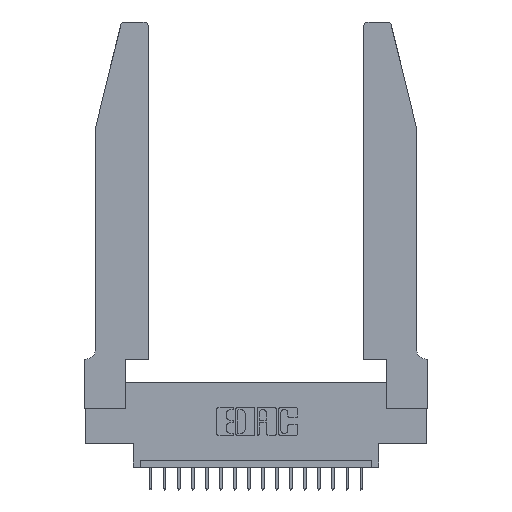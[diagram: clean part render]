
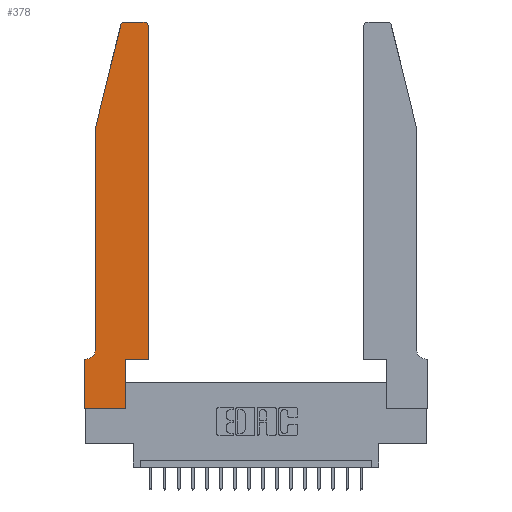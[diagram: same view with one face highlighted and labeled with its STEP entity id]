
A CAD part, top view. The second image highlights one B-rep face of the part: STEP entity #378.
In plain terms, the highlighted planar face has unit normal (0, 0, 1).
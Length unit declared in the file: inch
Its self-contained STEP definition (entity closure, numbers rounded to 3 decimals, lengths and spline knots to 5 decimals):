
#378 = ADVANCED_FACE ( 'NONE', ( #13486 ), #16620, .T. ) ;
#524 = VERTEX_POINT ( 'NONE', #4988 ) ;
#579 = CARTESIAN_POINT ( 'NONE',  ( 0.2865, 0.35, 0.37 ) ) ;
#598 = LINE ( 'NONE', #13266, #11298 ) ;
#861 = CARTESIAN_POINT ( 'NONE',  ( 0.2605, 2.75, 0.37 ) ) ;
#1139 = DIRECTION ( 'NONE',  ( -0.239, -0.971, 0. ) ) ;
#1389 = AXIS2_PLACEMENT_3D ( 'NONE', #7084, #8642, #13547 ) ;
#1594 = VERTEX_POINT ( 'NONE', #19421 ) ;
#1643 = DIRECTION ( 'NONE',  ( 0., 1., 0. ) ) ;
#1692 = VECTOR ( 'NONE', #11764, 39.37008 ) ;
#1714 = CARTESIAN_POINT ( 'NONE',  ( 0., 0., 0.37 ) ) ;
#2101 = EDGE_CURVE ( 'NONE', #6360, #14280, #15929, .T. ) ;
#2204 = LINE ( 'NONE', #1714, #19282 ) ;
#3404 = VECTOR ( 'NONE', #9279, 39.37008 ) ;
#4057 = ORIENTED_EDGE ( 'NONE', *, *, #4068, .T. ) ;
#4068 = EDGE_CURVE ( 'NONE', #5537, #6360, #598, .T. ) ;
#4130 = ORIENTED_EDGE ( 'NONE', *, *, #18187, .T. ) ;
#4555 = AXIS2_PLACEMENT_3D ( 'NONE', #19124, #5162, #6550 ) ;
#4951 = ORIENTED_EDGE ( 'NONE', *, *, #8251, .T. ) ;
#4953 = VERTEX_POINT ( 'NONE', #17265 ) ;
#4988 = CARTESIAN_POINT ( 'NONE',  ( 0.2865, 0., 0.37 ) ) ;
#5162 = DIRECTION ( 'NONE',  ( 0., 0., 1. ) ) ;
#5447 = VERTEX_POINT ( 'NONE', #19716 ) ;
#5537 = VERTEX_POINT ( 'NONE', #20314 ) ;
#5959 = CARTESIAN_POINT ( 'NONE',  ( 0.4505, 0.35, 0.37 ) ) ;
#6360 = VERTEX_POINT ( 'NONE', #6740 ) ;
#6444 = VECTOR ( 'NONE', #14289, 39.37008 ) ;
#6550 = DIRECTION ( 'NONE',  ( 1., 0., 0. ) ) ;
#6567 = ORIENTED_EDGE ( 'NONE', *, *, #2101, .T. ) ;
#6740 = CARTESIAN_POINT ( 'NONE',  ( 0.0755, 2., 0.37 ) ) ;
#7021 = CARTESIAN_POINT ( 'NONE',  ( 0., 0.35, 0.37 ) ) ;
#7084 = CARTESIAN_POINT ( 'NONE',  ( 0.0055, 0.42, 0.37 ) ) ;
#7327 = CARTESIAN_POINT ( 'NONE',  ( 0.4505, 0.35, 0.37 ) ) ;
#7680 = LINE ( 'NONE', #20363, #6444 ) ;
#7995 = DIRECTION ( 'NONE',  ( 1., 0., 0. ) ) ;
#8195 = EDGE_LOOP ( 'NONE', ( #14546, #12428, #4057, #6567, #4130, #13930, #17339, #4951, #14955, #15996, #15822, #19581 ) ) ;
#8251 = EDGE_CURVE ( 'NONE', #20240, #524, #13303, .T. ) ;
#8428 = CARTESIAN_POINT ( 'NONE',  ( 0., 0.35, 0.37 ) ) ;
#8536 = DIRECTION ( 'NONE',  ( 1., 0., 0. ) ) ;
#8642 = DIRECTION ( 'NONE',  ( 0., 0., -1. ) ) ;
#9089 = VECTOR ( 'NONE', #17597, 39.37008 ) ;
#9271 = CARTESIAN_POINT ( 'NONE',  ( 0.0755, 2., 0.37 ) ) ;
#9279 = DIRECTION ( 'NONE',  ( 0., 1., 0. ) ) ;
#9427 = EDGE_CURVE ( 'NONE', #15189, #5537, #15602, .T. ) ;
#9456 = AXIS2_PLACEMENT_3D ( 'NONE', #7021, #15080, #8536 ) ;
#9665 = CARTESIAN_POINT ( 'NONE',  ( 0.284, 2.75, 0.37 ) ) ;
#9670 = CARTESIAN_POINT ( 'NONE',  ( 0., 0., 0.37 ) ) ;
#9985 = EDGE_CURVE ( 'NONE', #5447, #19938, #7680, .T. ) ;
#10130 = DIRECTION ( 'NONE',  ( 0., -1., 0. ) ) ;
#10289 = EDGE_CURVE ( 'NONE', #19938, #20240, #2204, .T. ) ;
#11143 = DIRECTION ( 'NONE',  ( 0., 0., 1. ) ) ;
#11185 = EDGE_CURVE ( 'NONE', #1594, #15189, #11847, .T. ) ;
#11298 = VECTOR ( 'NONE', #1139, 39.37008 ) ;
#11462 = EDGE_CURVE ( 'NONE', #17574, #4953, #17521, .T. ) ;
#11764 = DIRECTION ( 'NONE',  ( -1., 0., 0. ) ) ;
#11847 = LINE ( 'NONE', #861, #1692 ) ;
#12390 = DIRECTION ( 'NONE',  ( 1., 0., 0. ) ) ;
#12428 = ORIENTED_EDGE ( 'NONE', *, *, #9427, .T. ) ;
#12861 = EDGE_CURVE ( 'NONE', #20294, #17574, #19902, .T. ) ;
#13266 = CARTESIAN_POINT ( 'NONE',  ( 0.0755, 2., 0.37 ) ) ;
#13303 = LINE ( 'NONE', #15930, #9089 ) ;
#13486 = FACE_OUTER_BOUND ( 'NONE', #8195, .T. ) ;
#13547 = DIRECTION ( 'NONE',  ( -1., 0., 0. ) ) ;
#13886 = VECTOR ( 'NONE', #1643, 39.37008 ) ;
#13930 = ORIENTED_EDGE ( 'NONE', *, *, #9985, .T. ) ;
#14144 = CARTESIAN_POINT ( 'NONE',  ( 0.2865, 0.35, 0.37 ) ) ;
#14268 = CARTESIAN_POINT ( 'NONE',  ( 0.0755, 0.42, 0.37 ) ) ;
#14280 = VERTEX_POINT ( 'NONE', #14268 ) ;
#14289 = DIRECTION ( 'NONE',  ( -1., 0., 0. ) ) ;
#14430 = VECTOR ( 'NONE', #14585, 39.37008 ) ;
#14546 = ORIENTED_EDGE ( 'NONE', *, *, #11185, .T. ) ;
#14585 = DIRECTION ( 'NONE',  ( 0., -1., 0. ) ) ;
#14955 = ORIENTED_EDGE ( 'NONE', *, *, #18832, .T. ) ;
#15080 = DIRECTION ( 'NONE',  ( 0., 0., 1. ) ) ;
#15189 = VERTEX_POINT ( 'NONE', #9665 ) ;
#15602 = CIRCLE ( 'NONE', #18835, 0.03 ) ;
#15822 = ORIENTED_EDGE ( 'NONE', *, *, #11462, .T. ) ;
#15929 = LINE ( 'NONE', #9271, #14430 ) ;
#15930 = CARTESIAN_POINT ( 'NONE',  ( 0., 0., 0.37 ) ) ;
#15996 = ORIENTED_EDGE ( 'NONE', *, *, #12861, .T. ) ;
#16219 = EDGE_CURVE ( 'NONE', #4953, #1594, #18988, .T. ) ;
#16620 = PLANE ( 'NONE',  #9456 ) ;
#16672 = CIRCLE ( 'NONE', #1389, 0.07 ) ;
#17195 = CARTESIAN_POINT ( 'NONE',  ( 0.284, 2.72, 0.37 ) ) ;
#17265 = CARTESIAN_POINT ( 'NONE',  ( 0.4505, 2.72, 0.37 ) ) ;
#17339 = ORIENTED_EDGE ( 'NONE', *, *, #10289, .T. ) ;
#17440 = CARTESIAN_POINT ( 'NONE',  ( 0.4505, 0.35, 0.37 ) ) ;
#17521 = LINE ( 'NONE', #17440, #3404 ) ;
#17574 = VERTEX_POINT ( 'NONE', #7327 ) ;
#17597 = DIRECTION ( 'NONE',  ( 1., 0., 0. ) ) ;
#17959 = VECTOR ( 'NONE', #12390, 39.37008 ) ;
#18104 = LINE ( 'NONE', #14144, #13886 ) ;
#18187 = EDGE_CURVE ( 'NONE', #14280, #5447, #16672, .T. ) ;
#18832 = EDGE_CURVE ( 'NONE', #524, #20294, #18104, .T. ) ;
#18835 = AXIS2_PLACEMENT_3D ( 'NONE', #17195, #11143, #7995 ) ;
#18988 = CIRCLE ( 'NONE', #4555, 0.03 ) ;
#19124 = CARTESIAN_POINT ( 'NONE',  ( 0.4205, 2.72, 0.37 ) ) ;
#19282 = VECTOR ( 'NONE', #10130, 39.37008 ) ;
#19421 = CARTESIAN_POINT ( 'NONE',  ( 0.4205, 2.75, 0.37 ) ) ;
#19581 = ORIENTED_EDGE ( 'NONE', *, *, #16219, .T. ) ;
#19716 = CARTESIAN_POINT ( 'NONE',  ( 0.0055, 0.35, 0.37 ) ) ;
#19902 = LINE ( 'NONE', #5959, #17959 ) ;
#19938 = VERTEX_POINT ( 'NONE', #8428 ) ;
#20240 = VERTEX_POINT ( 'NONE', #9670 ) ;
#20294 = VERTEX_POINT ( 'NONE', #579 ) ;
#20314 = CARTESIAN_POINT ( 'NONE',  ( 0.25487, 2.72718, 0.37 ) ) ;
#20363 = CARTESIAN_POINT ( 'NONE',  ( 0.0755, 0.35, 0.37 ) ) ;
